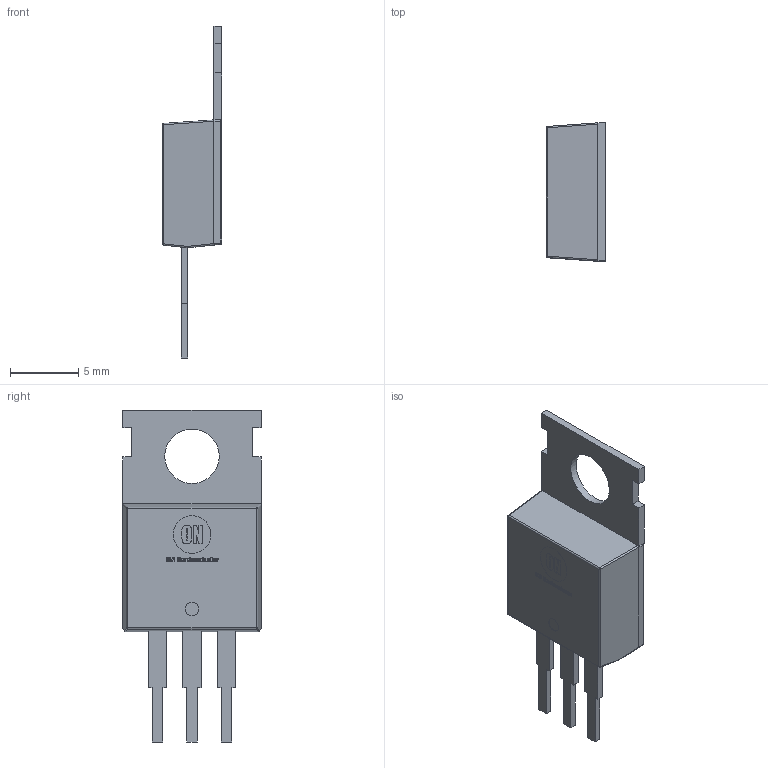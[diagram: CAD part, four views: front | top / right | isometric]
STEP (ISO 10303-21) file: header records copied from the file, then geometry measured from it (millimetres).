
FILE_DESCRIPTION(/* description */ (''),/* implementation_level */ '2;1');
FILE_NAME(/* name */ 'ON Semiconductor LM7812CT - TO-220-3.stp',/* time_stamp */ '2019-08-29T10:42:05-04:00',/* author */ ('Ricardo'),/* organization */ (''),/* preprocessor_version */ 'ST-DEVELOPER v18',/* originating_system */ 'Autodesk Inventor 2020',/* authorisation */ '');
FILE_SCHEMA (('AUTOMOTIVE_DESIGN { 1 0 10303 214 3 1 1 }'));
Length unit declared in the file: millimetre
Products named in the file (5): ON Semiconductor FDP050AN06A0 - TO-220-3; body; pins; heatsink; logo
Assembly tree (4 placements, depth 2):
  ON Semiconductor FDP050AN06A0 - TO-220-3
    body
    pins
    heatsink
    logo
Bounding box: 4.35 x 10.16 x 24.4 mm (x, y, z)
Volume: 446.6 mm3; surface area: 723 mm2
Topology: 23 solids, 23 shells, 426 faces, 1115 edges, 734 vertices
Faces by surface type: plane 203, bspline 194, cylinder 21, sphere 8
Full cylindrical faces by diameter (mm): 1 x1, 4 x1
Entity records: 14094 total; most frequent: CARTESIAN_POINT 4436, ORIENTED_EDGE 2226, DIRECTION 1461, EDGE_CURVE 1113, VERTEX_POINT 734, LINE 683, VECTOR 683, EDGE_LOOP 441
